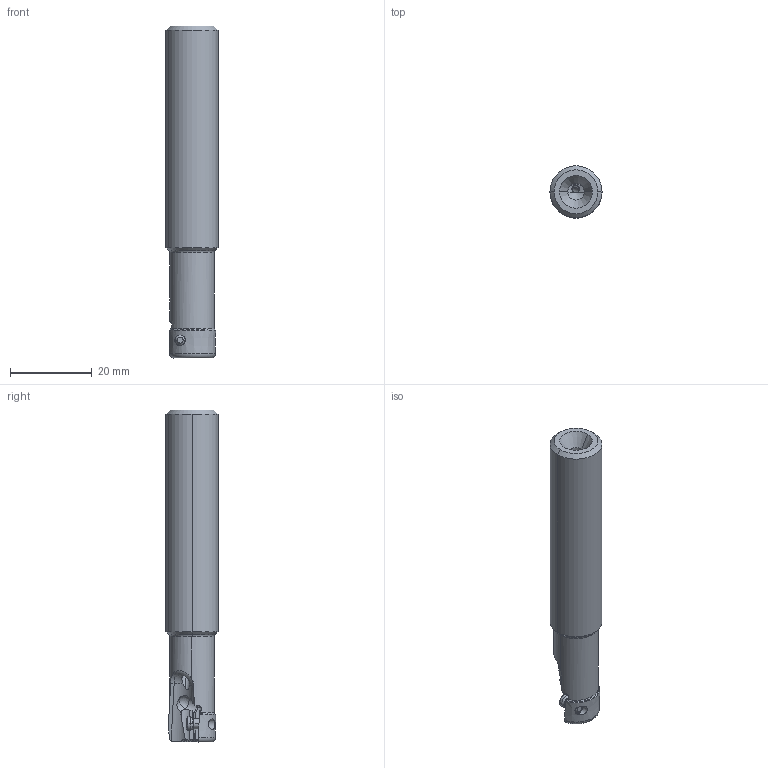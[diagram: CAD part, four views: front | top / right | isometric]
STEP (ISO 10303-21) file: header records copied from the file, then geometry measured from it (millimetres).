
FILE_DESCRIPTION(/* description */ (''),/* implementation_level */ '2;1');
FILE_NAME(/* name */ 'APX3000UR081SA08SA.stp',/* time_stamp */ '2021-09-08T11:46:29+09:00',/* author */ (''),/* organization */ (''),/* preprocessor_version */ 'ST-DEVELOPER v16',/* originating_system */ 'SIEMENS PLM Software NX 10.0',/* authorisation */ '');
FILE_SCHEMA (('AUTOMOTIVE_DESIGN { 1 0 10303 214 3 1 1 1 }'));
Length unit declared in the file: millimetre
Products named in the file (1): APX3000UR081SA08SA_ASM
Bounding box: 12.7 x 12.7 x 81.03 mm (x, y, z)
Volume: 8083.3 mm3; surface area: 4166.1 mm2
Topology: 2 solids, 2 shells, 100 faces, 315 edges, 229 vertices
Faces by surface type: cylinder 42, plane 22, cone 21, torus 8, sphere 7
Entity records: 4768 total; most frequent: CARTESIAN_POINT 1841, ORIENTED_EDGE 618, DIRECTION 570, EDGE_CURVE 309, AXIS2_PLACEMENT_3D 244, VERTEX_POINT 214, CIRCLE 116, EDGE_LOOP 105
